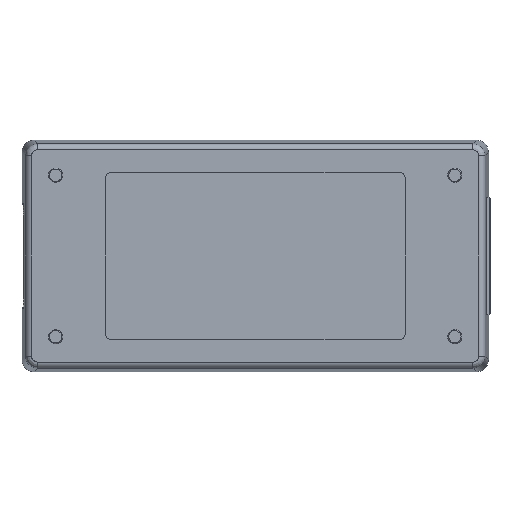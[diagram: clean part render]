
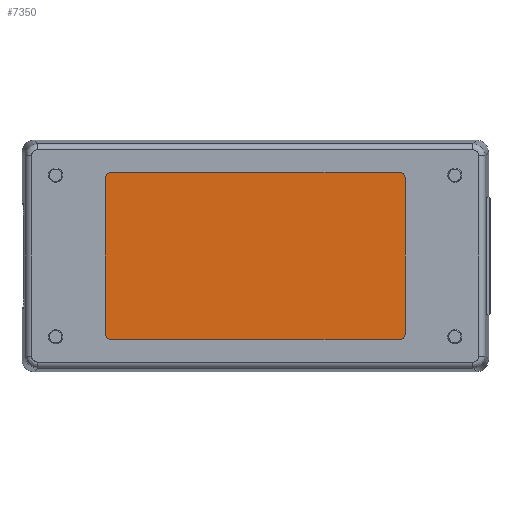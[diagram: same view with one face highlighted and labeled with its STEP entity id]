
A CAD part, front view. The second image highlights one B-rep face of the part: STEP entity #7350.
In plain terms, the highlighted planar face has unit normal (0, -1, 0).
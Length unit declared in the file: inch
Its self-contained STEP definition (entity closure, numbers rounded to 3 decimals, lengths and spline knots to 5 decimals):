
#96 = DIRECTION ( 'NONE',  ( 0., 0., 1. ) ) ;
#1384 = CIRCLE ( 'NONE', #6591, 0.0625 ) ;
#1589 = CARTESIAN_POINT ( 'NONE',  ( -1.5535, -0.7475, -0.8025 ) ) ;
#1713 = CARTESIAN_POINT ( 'NONE',  ( -1.5535, -0.7475, 0.8025 ) ) ;
#1724 = DIRECTION ( 'NONE',  ( 1., 0., 0. ) ) ;
#1968 = AXIS2_PLACEMENT_3D ( 'NONE', #17916, #5989, #19923 ) ;
#3166 = AXIS2_PLACEMENT_3D ( 'NONE', #8692, #22615, #10687 ) ;
#3866 = CARTESIAN_POINT ( 'NONE',  ( -1.491, -0.7475, -0.865 ) ) ;
#4053 = CIRCLE ( 'NONE', #12871, 0.0625 ) ;
#4287 = EDGE_CURVE ( 'NONE', #4562, #8876, #6484, .T. ) ;
#4505 = EDGE_CURVE ( 'NONE', #24266, #18134, #20153, .T. ) ;
#4562 = VERTEX_POINT ( 'NONE', #12903 ) ;
#4815 = CARTESIAN_POINT ( 'NONE',  ( 1.491, -0.7475, -0.865 ) ) ;
#4872 = CARTESIAN_POINT ( 'NONE',  ( -1.491, -0.7475, 0.865 ) ) ;
#5005 = EDGE_CURVE ( 'NONE', #8876, #14767, #1384, .T. ) ;
#5989 = DIRECTION ( 'NONE',  ( 0., -1., 0. ) ) ;
#6065 = CARTESIAN_POINT ( 'NONE',  ( 1.5535, -0.7475, 0.8025 ) ) ;
#6250 = FACE_OUTER_BOUND ( 'NONE', #16372, .T. ) ;
#6484 = LINE ( 'NONE', #6065, #9276 ) ;
#6591 = AXIS2_PLACEMENT_3D ( 'NONE', #19562, #7613, #21525 ) ;
#7259 = EDGE_CURVE ( 'NONE', #13579, #4562, #11240, .T. ) ;
#7268 = ORIENTED_EDGE ( 'NONE', *, *, #5005, .T. ) ;
#7350 = ADVANCED_FACE ( 'NONE', ( #6250 ), #24258, .T. ) ;
#7613 = DIRECTION ( 'NONE',  ( 0., -1., 0. ) ) ;
#8584 = DIRECTION ( 'NONE',  ( 0., 0., -1. ) ) ;
#8692 = CARTESIAN_POINT ( 'NONE',  ( -1.491, -0.7475, 0.8025 ) ) ;
#8876 = VERTEX_POINT ( 'NONE', #11407 ) ;
#9276 = VECTOR ( 'NONE', #96, 39.37008 ) ;
#9361 = LINE ( 'NONE', #13697, #24608 ) ;
#10404 = DIRECTION ( 'NONE',  ( 0., -1., 0. ) ) ;
#10687 = DIRECTION ( 'NONE',  ( 0., 0., -1. ) ) ;
#11047 = ORIENTED_EDGE ( 'NONE', *, *, #7259, .T. ) ;
#11240 = CIRCLE ( 'NONE', #1968, 0.0625 ) ;
#11407 = CARTESIAN_POINT ( 'NONE',  ( 1.5535, -0.7475, 0.8025 ) ) ;
#11771 = DIRECTION ( 'NONE',  ( 0., -1., 0. ) ) ;
#11949 = ORIENTED_EDGE ( 'NONE', *, *, #16550, .T. ) ;
#12500 = CARTESIAN_POINT ( 'NONE',  ( -1.5535, -0.7475, 0.8025 ) ) ;
#12834 = LINE ( 'NONE', #4872, #23446 ) ;
#12871 = AXIS2_PLACEMENT_3D ( 'NONE', #23691, #11771, #25675 ) ;
#12903 = CARTESIAN_POINT ( 'NONE',  ( 1.5535, -0.7475, -0.8025 ) ) ;
#13579 = VERTEX_POINT ( 'NONE', #4815 ) ;
#13697 = CARTESIAN_POINT ( 'NONE',  ( -1.491, -0.7475, -0.865 ) ) ;
#14368 = CIRCLE ( 'NONE', #3166, 0.0625 ) ;
#14601 = ORIENTED_EDGE ( 'NONE', *, *, #24500, .T. ) ;
#14767 = VERTEX_POINT ( 'NONE', #22929 ) ;
#14877 = VECTOR ( 'NONE', #8584, 39.37008 ) ;
#14959 = EDGE_CURVE ( 'NONE', #21194, #13579, #9361, .T. ) ;
#14992 = EDGE_CURVE ( 'NONE', #18134, #21194, #4053, .T. ) ;
#16192 = VERTEX_POINT ( 'NONE', #23700 ) ;
#16372 = EDGE_LOOP ( 'NONE', ( #11047, #19791, #7268, #11949, #14601, #25337, #24150, #22636 ) ) ;
#16550 = EDGE_CURVE ( 'NONE', #14767, #16192, #12834, .T. ) ;
#17916 = CARTESIAN_POINT ( 'NONE',  ( 1.491, -0.7475, -0.8025 ) ) ;
#18134 = VERTEX_POINT ( 'NONE', #1589 ) ;
#19562 = CARTESIAN_POINT ( 'NONE',  ( 1.491, -0.7475, 0.8025 ) ) ;
#19791 = ORIENTED_EDGE ( 'NONE', *, *, #4287, .T. ) ;
#19923 = DIRECTION ( 'NONE',  ( 0., 0., -1. ) ) ;
#20153 = LINE ( 'NONE', #12500, #14877 ) ;
#20657 = AXIS2_PLACEMENT_3D ( 'NONE', #22354, #10404, #24349 ) ;
#20694 = DIRECTION ( 'NONE',  ( -1., 0., 0. ) ) ;
#21194 = VERTEX_POINT ( 'NONE', #3866 ) ;
#21525 = DIRECTION ( 'NONE',  ( 0., 0., -1. ) ) ;
#22354 = CARTESIAN_POINT ( 'NONE',  ( 1.491, -0.7475, -0.8025 ) ) ;
#22615 = DIRECTION ( 'NONE',  ( 0., -1., 0. ) ) ;
#22636 = ORIENTED_EDGE ( 'NONE', *, *, #14959, .T. ) ;
#22929 = CARTESIAN_POINT ( 'NONE',  ( 1.491, -0.7475, 0.865 ) ) ;
#23446 = VECTOR ( 'NONE', #20694, 39.37008 ) ;
#23691 = CARTESIAN_POINT ( 'NONE',  ( -1.491, -0.7475, -0.8025 ) ) ;
#23700 = CARTESIAN_POINT ( 'NONE',  ( -1.491, -0.7475, 0.865 ) ) ;
#24150 = ORIENTED_EDGE ( 'NONE', *, *, #14992, .T. ) ;
#24258 = PLANE ( 'NONE',  #20657 ) ;
#24266 = VERTEX_POINT ( 'NONE', #1713 ) ;
#24349 = DIRECTION ( 'NONE',  ( 0., 0., -1. ) ) ;
#24500 = EDGE_CURVE ( 'NONE', #16192, #24266, #14368, .T. ) ;
#24608 = VECTOR ( 'NONE', #1724, 39.37008 ) ;
#25337 = ORIENTED_EDGE ( 'NONE', *, *, #4505, .T. ) ;
#25675 = DIRECTION ( 'NONE',  ( 0., 0., -1. ) ) ;
